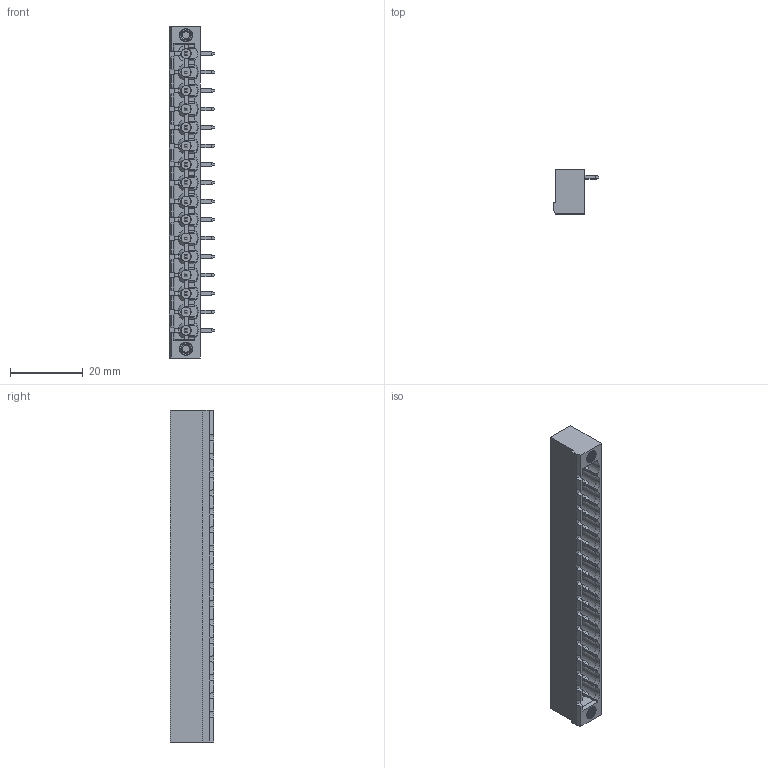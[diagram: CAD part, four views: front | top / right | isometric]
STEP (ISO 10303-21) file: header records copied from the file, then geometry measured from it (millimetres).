
FILE_DESCRIPTION((''),'2;1');
FILE_NAME('WJ2EDGRM-508-16P','2017-03-16T',('QZY'),(''),'CREO PARAMETRIC BY PTC INC, 2014440','CREO PARAMETRIC BY PTC INC, 2014440','');
FILE_SCHEMA(('CONFIG_CONTROL_DESIGN'));
Products named in the file (1): WJ2EDGRM-508-16P
Bounding box: 12.5 x 12 x 91.44 mm (x, y, z)
Volume: 3859.2 mm3; surface area: 8081.9 mm2
Topology: 1 solids, 1 shells, 1692 faces, 4665 edges, 2929 vertices
Faces by surface type: plane 1317, cylinder 154, cone 153, bspline 36, sphere 32
Entity records: 62658 total; most frequent: CARTESIAN_POINT 20459, ORIENTED_EDGE 9266, DIRECTION 7970, EDGE_CURVE 4633, VECTOR 3484, LINE 3484, VERTEX_POINT 2929, AXIS2_PLACEMENT_3D 2243
